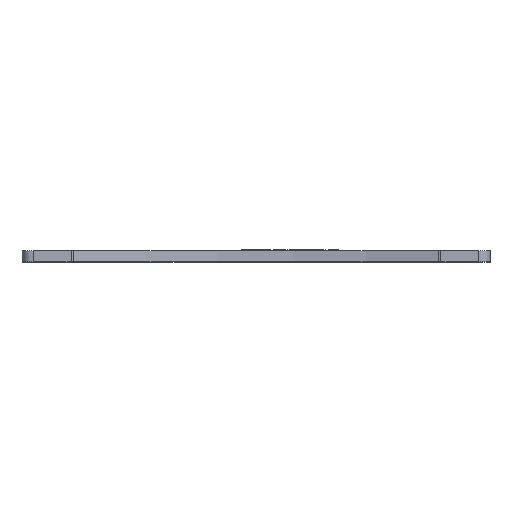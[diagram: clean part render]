
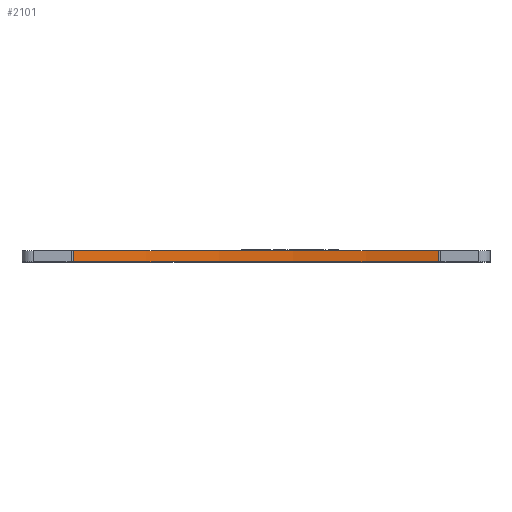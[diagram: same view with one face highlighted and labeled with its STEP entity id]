
A CAD part, top view. The second image highlights one B-rep face of the part: STEP entity #2101.
In plain terms, the highlighted cylindrical face has radius 200 mm (diameter 400 mm), a partial arc.
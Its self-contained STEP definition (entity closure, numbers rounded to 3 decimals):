
#66 = DIRECTION ( 'NONE',  ( 0., -1., 0. ) ) ;
#120 = AXIS2_PLACEMENT_3D ( 'NONE', #2181, #66, #2230 ) ;
#266 = ORIENTED_EDGE ( 'NONE', *, *, #4615, .F. ) ;
#401 = VERTEX_POINT ( 'NONE', #4409 ) ;
#516 = ORIENTED_EDGE ( 'NONE', *, *, #6109, .T. ) ;
#850 = EDGE_CURVE ( 'NONE', #6488, #6869, #1778, .T. ) ;
#916 = FACE_OUTER_BOUND ( 'NONE', #5439, .T. ) ;
#1097 = CYLINDRICAL_SURFACE ( 'NONE', #4375, 200. ) ;
#1098 = DIRECTION ( 'NONE',  ( 1., 0., 0. ) ) ;
#1325 = DIRECTION ( 'NONE',  ( 0., -1., 0. ) ) ;
#1778 = CIRCLE ( 'NONE', #120, 200. ) ;
#1870 = EDGE_CURVE ( 'NONE', #2430, #6869, #3972, .T. ) ;
#1907 = DIRECTION ( 'NONE',  ( 0., -1., 0. ) ) ;
#2101 = ADVANCED_FACE ( 'NONE', ( #916 ), #1097, .F. ) ;
#2181 = CARTESIAN_POINT ( 'NONE',  ( 0., 71.2, 291.802 ) ) ;
#2203 = ORIENTED_EDGE ( 'NONE', *, *, #1870, .T. ) ;
#2230 = DIRECTION ( 'NONE',  ( -1., 0., 0. ) ) ;
#2254 = AXIS2_PLACEMENT_3D ( 'NONE', #3820, #5928, #1098 ) ;
#2430 = VERTEX_POINT ( 'NONE', #6192 ) ;
#2924 = ORIENTED_EDGE ( 'NONE', *, *, #850, .F. ) ;
#3003 = CARTESIAN_POINT ( 'NONE',  ( -49.043, 255.125, 97.908 ) ) ;
#3141 = CARTESIAN_POINT ( 'NONE',  ( 49.043, 255.125, 97.908 ) ) ;
#3218 = CIRCLE ( 'NONE', #2254, 200. ) ;
#3285 = DIRECTION ( 'NONE',  ( 0., 1., 0. ) ) ;
#3820 = CARTESIAN_POINT ( 'NONE',  ( 0., 68.2, 291.802 ) ) ;
#3876 = CARTESIAN_POINT ( 'NONE',  ( 49.043, 71.2, 97.908 ) ) ;
#3970 = VECTOR ( 'NONE', #1907, 1000. ) ;
#3972 = LINE ( 'NONE', #3141, #6875 ) ;
#4032 = DIRECTION ( 'NONE',  ( 1., 0., 0. ) ) ;
#4375 = AXIS2_PLACEMENT_3D ( 'NONE', #4589, #1325, #4032 ) ;
#4409 = CARTESIAN_POINT ( 'NONE',  ( -49.043, 68.2, 97.908 ) ) ;
#4589 = CARTESIAN_POINT ( 'NONE',  ( 0., 255.125, 291.802 ) ) ;
#4615 = EDGE_CURVE ( 'NONE', #2430, #401, #3218, .T. ) ;
#4623 = CARTESIAN_POINT ( 'NONE',  ( -49.043, 71.2, 97.908 ) ) ;
#5329 = LINE ( 'NONE', #3003, #3970 ) ;
#5439 = EDGE_LOOP ( 'NONE', ( #266, #2203, #2924, #516 ) ) ;
#5928 = DIRECTION ( 'NONE',  ( 0., 1., 0. ) ) ;
#6109 = EDGE_CURVE ( 'NONE', #6488, #401, #5329, .T. ) ;
#6192 = CARTESIAN_POINT ( 'NONE',  ( 49.043, 68.2, 97.908 ) ) ;
#6488 = VERTEX_POINT ( 'NONE', #4623 ) ;
#6869 = VERTEX_POINT ( 'NONE', #3876 ) ;
#6875 = VECTOR ( 'NONE', #3285, 1000. ) ;
